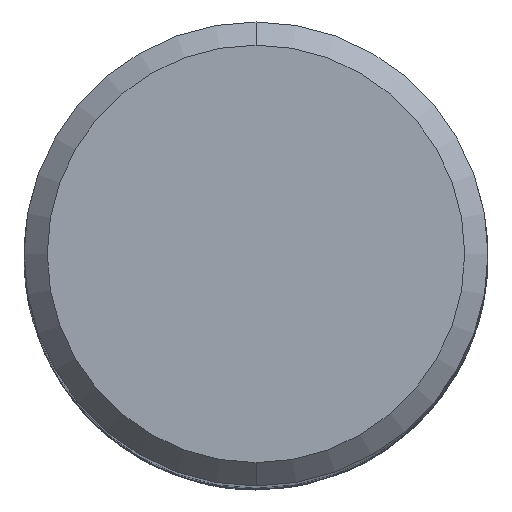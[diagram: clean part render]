
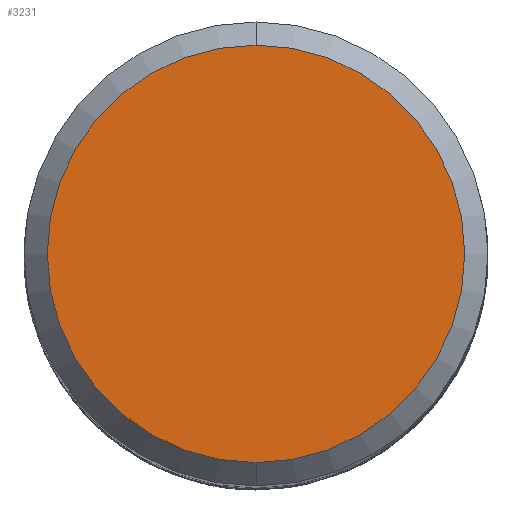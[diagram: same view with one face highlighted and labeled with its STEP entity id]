
A CAD part, top view. The second image highlights one B-rep face of the part: STEP entity #3231.
In plain terms, the highlighted planar face has unit normal (0, 0, 1).
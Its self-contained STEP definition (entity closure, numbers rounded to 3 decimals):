
#2745=EDGE_CURVE('',#4079,#4355,#6281,.T.);
#3231=ADVANCED_FACE('',(#6819),#6820,.T.);
#4079=VERTEX_POINT('',#7733);
#4355=VERTEX_POINT('',#8035);
#5085=EDGE_CURVE('',#4355,#4079,#8828,.T.);
#6281=CIRCLE('',#19798,9.0);
#6819=FACE_OUTER_BOUND('',#27951,.T.);
#6820=PLANE('',#27952);
#7733=CARTESIAN_POINT('',(0.,-9.0,0.0));
#8035=CARTESIAN_POINT('',(0.0,9.0,0.0));
#8828=CIRCLE('',#50884,9.0);
#19798=AXIS2_PLACEMENT_3D('',#52464,#52465,#52466);
#27951=EDGE_LOOP('',(#53209,#53210));
#27952=AXIS2_PLACEMENT_3D('',#53211,#53212,#53213);
#50884=AXIS2_PLACEMENT_3D('',#55283,#55284,#55285);
#52464=CARTESIAN_POINT('',(0.0,0.0,0.0));
#52465=DIRECTION('',(0.0,0.0,-1.0));
#52466=DIRECTION('',(0.0,1.0,0.0));
#53209=ORIENTED_EDGE('',*,*,#5085,.F.);
#53210=ORIENTED_EDGE('',*,*,#2745,.F.);
#53211=CARTESIAN_POINT('',(0.0,4.5,0.0));
#53212=DIRECTION('',(-0.0,0.0,1.0));
#53213=DIRECTION('',(0.0,-1.0,0.0));
#55283=CARTESIAN_POINT('',(0.0,0.0,0.0));
#55284=DIRECTION('',(0.0,0.0,-1.0));
#55285=DIRECTION('',(0.0,1.0,0.0));
